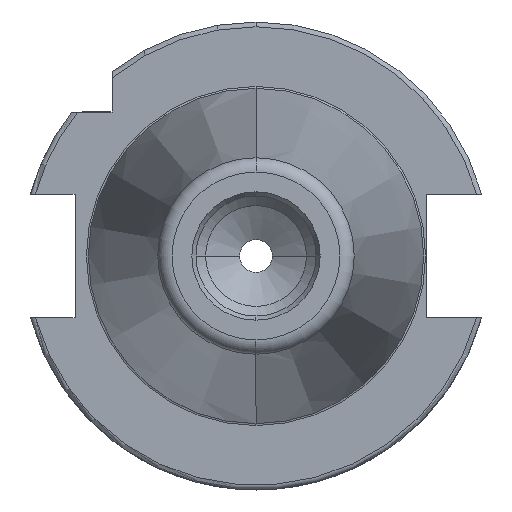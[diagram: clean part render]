
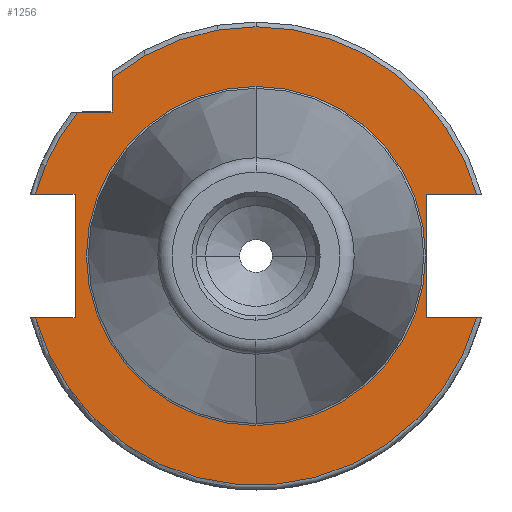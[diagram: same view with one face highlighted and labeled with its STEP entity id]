
A CAD part, left-side view. The second image highlights one B-rep face of the part: STEP entity #1256.
In plain terms, the highlighted planar face has unit normal (-1, 0, 0).
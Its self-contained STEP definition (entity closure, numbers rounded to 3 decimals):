
#64 = EDGE_CURVE ( 'NONE', #3433, #4471, #2857, .T. ) ;
#89 = CARTESIAN_POINT ( 'NONE',  ( 3.2, 12.85, 37.7 ) ) ;
#101 = DIRECTION ( 'NONE',  ( 0., -1., 0. ) ) ;
#152 = CARTESIAN_POINT ( 'NONE',  ( 3.2, 12.85, 37.7 ) ) ;
#172 = VERTEX_POINT ( 'NONE', #2572 ) ;
#187 = VERTEX_POINT ( 'NONE', #3130 ) ;
#214 = CARTESIAN_POINT ( 'NONE',  ( 3.2, 12.85, 37.7 ) ) ;
#251 = ORIENTED_EDGE ( 'NONE', *, *, #449, .T. ) ;
#328 = AXIS2_PLACEMENT_3D ( 'NONE', #458, #2599, #101 ) ;
#350 = ORIENTED_EDGE ( 'NONE', *, *, #2640, .T. ) ;
#352 = CARTESIAN_POINT ( 'NONE',  ( 3.2, 0., 0. ) ) ;
#380 = DIRECTION ( 'NONE',  ( -1., 0., 0. ) ) ;
#385 = DIRECTION ( 'NONE',  ( 0., 0., 1. ) ) ;
#404 = ORIENTED_EDGE ( 'NONE', *, *, #4292, .T. ) ;
#431 = VECTOR ( 'NONE', #1762, 1000. ) ;
#449 = EDGE_CURVE ( 'NONE', #4392, #1022, #3005, .T. ) ;
#452 = VERTEX_POINT ( 'NONE', #3590 ) ;
#458 = CARTESIAN_POINT ( 'NONE',  ( 3.2, 0., 0. ) ) ;
#545 = EDGE_CURVE ( 'NONE', #3433, #187, #1060, .T. ) ;
#572 = CARTESIAN_POINT ( 'NONE',  ( 3.2, -12.85, 45.988 ) ) ;
#691 = EDGE_CURVE ( 'NONE', #2471, #4392, #3541, .T. ) ;
#710 = EDGE_LOOP ( 'NONE', ( #3720, #3545, #251, #350, #404, #735, #851, #1172, #1574, #1694, #1807, #2043 ) ) ;
#735 = ORIENTED_EDGE ( 'NONE', *, *, #1245, .F. ) ;
#760 = CARTESIAN_POINT ( 'NONE',  ( 3.2, -12.85, 37.7 ) ) ;
#791 = DIRECTION ( 'NONE',  ( 0., -1., 0. ) ) ;
#825 = LINE ( 'NONE', #2117, #4492 ) ;
#849 = AXIS2_PLACEMENT_3D ( 'NONE', #3375, #3341, #3297 ) ;
#851 = ORIENTED_EDGE ( 'NONE', *, *, #545, .F. ) ;
#863 = VECTOR ( 'NONE', #385, 1000. ) ;
#923 = CIRCLE ( 'NONE', #2265, 35.325 ) ;
#1002 = AXIS2_PLACEMENT_3D ( 'NONE', #2104, #2200, #2234 ) ;
#1022 = VERTEX_POINT ( 'NONE', #1265 ) ;
#1029 = VERTEX_POINT ( 'NONE', #1291 ) ;
#1060 = LINE ( 'NONE', #3282, #1633 ) ;
#1172 = ORIENTED_EDGE ( 'NONE', *, *, #64, .T. ) ;
#1192 = CIRCLE ( 'NONE', #1325, 47.75 ) ;
#1245 = EDGE_CURVE ( 'NONE', #187, #3423, #825, .T. ) ;
#1256 = ADVANCED_FACE ( 'NONE', ( #2549, #3462 ), #2078, .F. ) ;
#1265 = CARTESIAN_POINT ( 'NONE',  ( 3.2, -12.85, -45.988 ) ) ;
#1288 = VECTOR ( 'NONE', #2894, 1000. ) ;
#1291 = CARTESIAN_POINT ( 'NONE',  ( 3.2, 12.85, 45.988 ) ) ;
#1325 = AXIS2_PLACEMENT_3D ( 'NONE', #3027, #2996, #2947 ) ;
#1557 = DIRECTION ( 'NONE',  ( -1., 0., 0. ) ) ;
#1566 = CARTESIAN_POINT ( 'NONE',  ( 3.2, -47.75, 0. ) ) ;
#1574 = ORIENTED_EDGE ( 'NONE', *, *, #2311, .F. ) ;
#1579 = EDGE_CURVE ( 'NONE', #4467, #4011, #3030, .T. ) ;
#1591 = CARTESIAN_POINT ( 'NONE',  ( 3.2, 35.325, 0. ) ) ;
#1633 = VECTOR ( 'NONE', #3913, 1000. ) ;
#1694 = ORIENTED_EDGE ( 'NONE', *, *, #1579, .F. ) ;
#1762 = DIRECTION ( 'NONE',  ( 0., 0., 1. ) ) ;
#1807 = ORIENTED_EDGE ( 'NONE', *, *, #3312, .T. ) ;
#1877 = CIRCLE ( 'NONE', #4182, 35.325 ) ;
#1889 = EDGE_CURVE ( 'NONE', #2744, #172, #923, .T. ) ;
#1994 = CARTESIAN_POINT ( 'NONE',  ( 3.2, 0., 0. ) ) ;
#2021 = CARTESIAN_POINT ( 'NONE',  ( 3.2, -12.85, -35.5 ) ) ;
#2033 = VERTEX_POINT ( 'NONE', #1566 ) ;
#2043 = ORIENTED_EDGE ( 'NONE', *, *, #2635, .T. ) ;
#2078 = PLANE ( 'NONE',  #1002 ) ;
#2104 = CARTESIAN_POINT ( 'NONE',  ( 3.2, 35.325, 0. ) ) ;
#2117 = CARTESIAN_POINT ( 'NONE',  ( 3.2, -30., 30. ) ) ;
#2128 = DIRECTION ( 'NONE',  ( 0., -1., 0. ) ) ;
#2200 = DIRECTION ( 'NONE',  ( 1., 0., 0. ) ) ;
#2204 = DIRECTION ( 'NONE',  ( -1., 0., 0. ) ) ;
#2223 = DIRECTION ( 'NONE',  ( 0., -1., 0. ) ) ;
#2226 = EDGE_LOOP ( 'NONE', ( #4358, #3778 ) ) ;
#2234 = DIRECTION ( 'NONE',  ( 0., 1., 0. ) ) ;
#2265 = AXIS2_PLACEMENT_3D ( 'NONE', #352, #380, #791 ) ;
#2311 = EDGE_CURVE ( 'NONE', #4011, #4471, #3358, .T. ) ;
#2471 = VERTEX_POINT ( 'NONE', #3325 ) ;
#2549 = FACE_BOUND ( 'NONE', #2226, .T. ) ;
#2572 = CARTESIAN_POINT ( 'NONE',  ( 3.2, -35.325, 0. ) ) ;
#2599 = DIRECTION ( 'NONE',  ( -1., 0., 0. ) ) ;
#2635 = EDGE_CURVE ( 'NONE', #1029, #452, #3185, .T. ) ;
#2640 = EDGE_CURVE ( 'NONE', #1022, #2033, #1192, .T. ) ;
#2648 = CARTESIAN_POINT ( 'NONE',  ( 3.2, 12.85, -35.5 ) ) ;
#2744 = VERTEX_POINT ( 'NONE', #1591 ) ;
#2745 = CARTESIAN_POINT ( 'NONE',  ( 3.2, -30., 37.149 ) ) ;
#2839 = CARTESIAN_POINT ( 'NONE',  ( 3.2, -37.149, 30. ) ) ;
#2857 = CIRCLE ( 'NONE', #3003, 47.75 ) ;
#2865 = LINE ( 'NONE', #89, #863 ) ;
#2894 = DIRECTION ( 'NONE',  ( 0., 0., -1. ) ) ;
#2917 = VECTOR ( 'NONE', #4145, 1000. ) ;
#2947 = DIRECTION ( 'NONE',  ( 0., -1., 0. ) ) ;
#2996 = DIRECTION ( 'NONE',  ( -1., 0., 0. ) ) ;
#3003 = AXIS2_PLACEMENT_3D ( 'NONE', #1994, #2204, #2223 ) ;
#3005 = LINE ( 'NONE', #2021, #1288 ) ;
#3027 = CARTESIAN_POINT ( 'NONE',  ( 3.2, 0., 0. ) ) ;
#3030 = LINE ( 'NONE', #152, #2917 ) ;
#3064 = EDGE_CURVE ( 'NONE', #2471, #452, #3292, .T. ) ;
#3130 = CARTESIAN_POINT ( 'NONE',  ( 3.2, -30., 30. ) ) ;
#3185 = CIRCLE ( 'NONE', #849, 47.75 ) ;
#3282 = CARTESIAN_POINT ( 'NONE',  ( 3.2, -30., 38.426 ) ) ;
#3292 = LINE ( 'NONE', #3656, #3506 ) ;
#3297 = DIRECTION ( 'NONE',  ( 0., -1., 0. ) ) ;
#3312 = EDGE_CURVE ( 'NONE', #4467, #1029, #2865, .T. ) ;
#3319 = VECTOR ( 'NONE', #4035, 1000. ) ;
#3325 = CARTESIAN_POINT ( 'NONE',  ( 3.2, 12.85, -35.5 ) ) ;
#3341 = DIRECTION ( 'NONE',  ( -1., 0., 0. ) ) ;
#3358 = LINE ( 'NONE', #760, #431 ) ;
#3375 = CARTESIAN_POINT ( 'NONE',  ( 3.2, 0., 0. ) ) ;
#3402 = CARTESIAN_POINT ( 'NONE',  ( 3.2, -12.85, -35.5 ) ) ;
#3423 = VERTEX_POINT ( 'NONE', #2839 ) ;
#3433 = VERTEX_POINT ( 'NONE', #2745 ) ;
#3462 = FACE_OUTER_BOUND ( 'NONE', #710, .T. ) ;
#3496 = CIRCLE ( 'NONE', #328, 47.75 ) ;
#3506 = VECTOR ( 'NONE', #3557, 1000. ) ;
#3541 = LINE ( 'NONE', #2648, #3319 ) ;
#3545 = ORIENTED_EDGE ( 'NONE', *, *, #691, .T. ) ;
#3557 = DIRECTION ( 'NONE',  ( 0., 0., -1. ) ) ;
#3590 = CARTESIAN_POINT ( 'NONE',  ( 3.2, 12.85, -45.988 ) ) ;
#3656 = CARTESIAN_POINT ( 'NONE',  ( 3.2, 12.85, -35.5 ) ) ;
#3667 = DIRECTION ( 'NONE',  ( 0., -1., 0. ) ) ;
#3720 = ORIENTED_EDGE ( 'NONE', *, *, #3064, .F. ) ;
#3778 = ORIENTED_EDGE ( 'NONE', *, *, #1889, .F. ) ;
#3913 = DIRECTION ( 'NONE',  ( 0., 0., -1. ) ) ;
#4001 = CARTESIAN_POINT ( 'NONE',  ( 3.2, 0., 0. ) ) ;
#4011 = VERTEX_POINT ( 'NONE', #4233 ) ;
#4035 = DIRECTION ( 'NONE',  ( 0., -1., 0. ) ) ;
#4145 = DIRECTION ( 'NONE',  ( 0., -1., 0. ) ) ;
#4182 = AXIS2_PLACEMENT_3D ( 'NONE', #4001, #1557, #3667 ) ;
#4215 = EDGE_CURVE ( 'NONE', #172, #2744, #1877, .T. ) ;
#4233 = CARTESIAN_POINT ( 'NONE',  ( 3.2, -12.85, 37.7 ) ) ;
#4292 = EDGE_CURVE ( 'NONE', #2033, #3423, #3496, .T. ) ;
#4358 = ORIENTED_EDGE ( 'NONE', *, *, #4215, .F. ) ;
#4392 = VERTEX_POINT ( 'NONE', #3402 ) ;
#4467 = VERTEX_POINT ( 'NONE', #214 ) ;
#4471 = VERTEX_POINT ( 'NONE', #572 ) ;
#4492 = VECTOR ( 'NONE', #2128, 1000. ) ;
